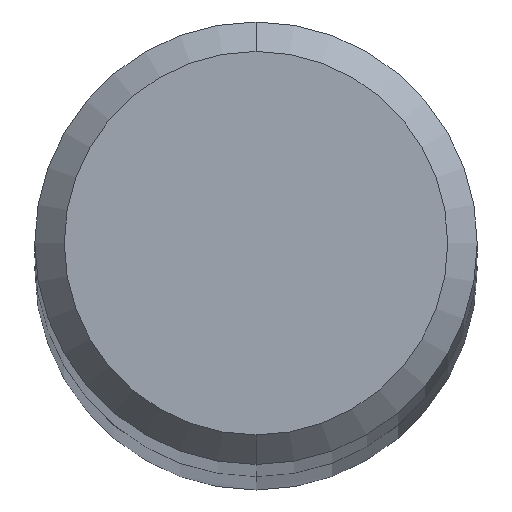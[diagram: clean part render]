
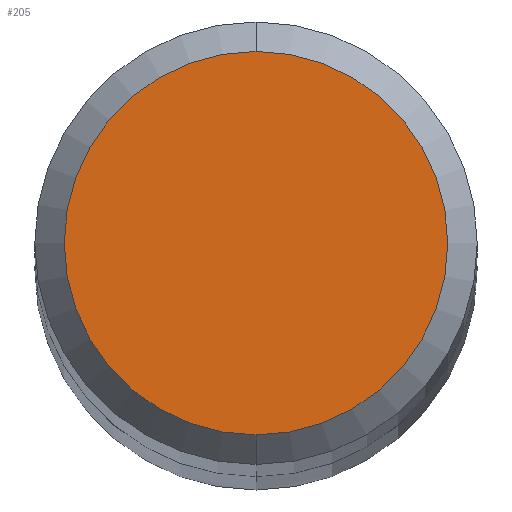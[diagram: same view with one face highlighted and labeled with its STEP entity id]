
A CAD part, top view. The second image highlights one B-rep face of the part: STEP entity #205.
In plain terms, the highlighted planar face has unit normal (0, 0, 1).
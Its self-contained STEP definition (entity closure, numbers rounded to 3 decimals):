
#165=VERTEX_POINT('',#425);
#205=ADVANCED_FACE('',(#470),#471,.T.);
#305=VERTEX_POINT('',#581);
#355=EDGE_CURVE('',#305,#165,#635,.T.);
#365=EDGE_CURVE('',#165,#305,#647,.T.);
#425=CARTESIAN_POINT('',(0.,-1.95,68.0));
#470=FACE_OUTER_BOUND('',#856,.T.);
#471=PLANE('',#857);
#581=CARTESIAN_POINT('',(0.0,1.95,68.0));
#635=CIRCLE('',#1143,1.95);
#647=CIRCLE('',#1184,1.95);
#856=EDGE_LOOP('',(#1344,#1345));
#857=AXIS2_PLACEMENT_3D('',#1346,#1347,#1348);
#1143=AXIS2_PLACEMENT_3D('',#1526,#1527,#1528);
#1184=AXIS2_PLACEMENT_3D('',#1547,#1548,#1549);
#1344=ORIENTED_EDGE('',*,*,#355,.F.);
#1345=ORIENTED_EDGE('',*,*,#365,.F.);
#1346=CARTESIAN_POINT('',(0.0,0.975,68.0));
#1347=DIRECTION('',(-0.0,0.0,1.0));
#1348=DIRECTION('',(0.0,-1.0,0.0));
#1526=CARTESIAN_POINT('',(0.0,0.0,68.0));
#1527=DIRECTION('',(0.0,0.0,-1.0));
#1528=DIRECTION('',(0.0,1.0,0.0));
#1547=CARTESIAN_POINT('',(0.0,0.0,68.0));
#1548=DIRECTION('',(0.0,0.0,-1.0));
#1549=DIRECTION('',(0.0,1.0,0.0));
